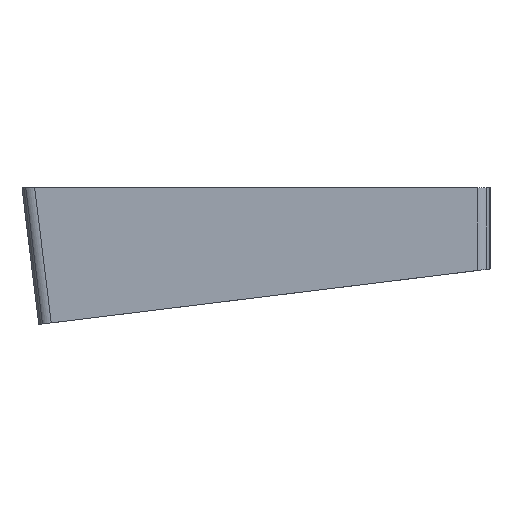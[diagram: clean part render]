
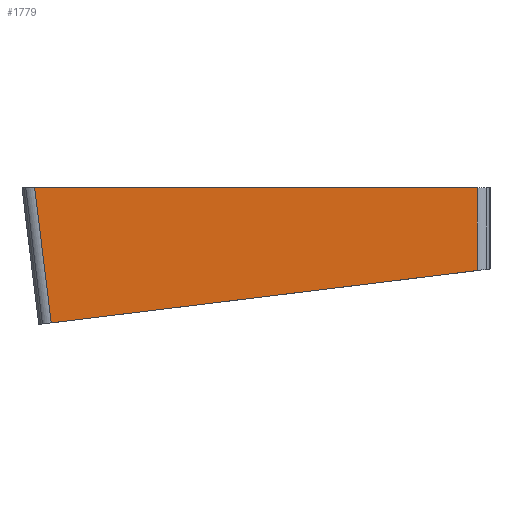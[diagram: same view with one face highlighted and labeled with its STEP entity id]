
A CAD part, left-side view. The second image highlights one B-rep face of the part: STEP entity #1779.
In plain terms, the highlighted planar face has unit normal (-1, 0, 0).
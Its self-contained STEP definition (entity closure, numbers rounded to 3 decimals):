
#356=VERTEX_POINT('',#2662);
#357=VERTEX_POINT('',#2664);
#368=VERTEX_POINT('',#2688);
#373=VERTEX_POINT('',#2696);
#479=VECTOR('',#2157,1.);
#487=VECTOR('',#2181,1.);
#564=VECTOR('',#2388,1.);
#565=VECTOR('',#2389,1.);
#611=LINE('',#2663,#479);
#619=LINE('',#2697,#487);
#696=LINE('',#2906,#564);
#697=LINE('',#2907,#565);
#816=EDGE_CURVE('',#357,#356,#611,.T.);
#841=EDGE_CURVE('',#368,#373,#619,.T.);
#966=EDGE_CURVE('',#368,#356,#696,.T.);
#967=EDGE_CURVE('',#357,#373,#697,.T.);
#1392=ORIENTED_EDGE('',*,*,#966,.F.);
#1393=ORIENTED_EDGE('',*,*,#841,.T.);
#1394=ORIENTED_EDGE('',*,*,#967,.F.);
#1395=ORIENTED_EDGE('',*,*,#816,.T.);
#1581=EDGE_LOOP('',(#1392,#1393,#1394,#1395));
#1683=FACE_BOUND('',#1581,.T.);
#1779=ADVANCED_FACE('',(#1683),#2963,.T.);
#1957=AXIS2_PLACEMENT_3D('',#2905,#2387,$);
#2157=DIRECTION('',(0.,-0.993,0.122));
#2181=DIRECTION('',(0.,1.,0.));
#2387=DIRECTION('',(-1.,0.,0.));
#2388=DIRECTION('',(0.,0.,-1.));
#2389=DIRECTION('',(0.,0.122,0.993));
#2662=CARTESIAN_POINT('',(-8.475,-100.725,-11.868));
#2663=CARTESIAN_POINT('',(-8.475,1.472,-24.417));
#2664=CARTESIAN_POINT('',(-8.475,1.472,-24.417));
#2688=CARTESIAN_POINT('',(-8.475,-100.725,8.));
#2696=CARTESIAN_POINT('',(-8.475,5.452,8.));
#2697=CARTESIAN_POINT('',(-8.475,-100.725,8.));
#2905=CARTESIAN_POINT('',(-8.475,8.475,0.));
#2906=CARTESIAN_POINT('',(-8.475,-100.725,8.));
#2907=CARTESIAN_POINT('',(-8.475,1.472,-24.417));
#2963=PLANE('',#1957);
